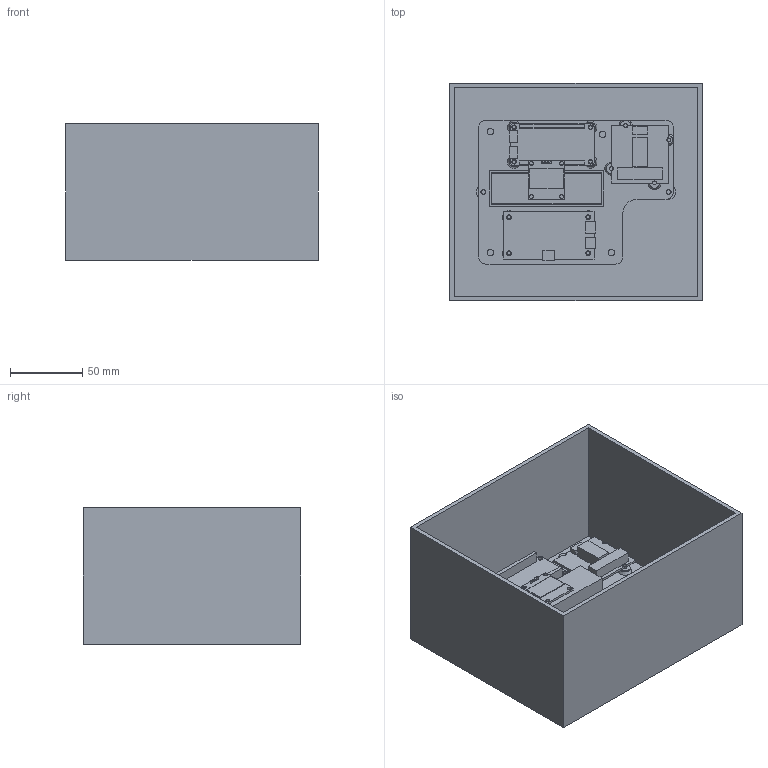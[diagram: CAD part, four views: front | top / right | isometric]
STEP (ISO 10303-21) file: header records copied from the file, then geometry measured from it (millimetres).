
FILE_DESCRIPTION(/* description */ (''),/* implementation_level */ '2;1');
FILE_NAME(/* name */ 'Passagen Schaltung Halter v6.step',/* time_stamp */ '2021-08-26T19:56:19+02:00',/* author */ (''),/* organization */ (''),/* preprocessor_version */ 'ST-DEVELOPER v18.1',/* originating_system */ 'Autodesk Translation Framework v10.9.0.1377',/* authorisation */ '');
FILE_SCHEMA (('AUTOMOTIVE_DESIGN { 1 0 10303 214 3 1 1 }'));
Length unit declared in the file: millimetre
Products named in the file (8): Passagen Schaltung Halter; Gehäuse; firebeetle; OLED Display; Solar Manager 5v; Relais; 18650 Holder; Halterung
Assembly tree (7 placements, depth 2):
  Passagen Schaltung Halter
    Gehäuse
    firebeetle
    OLED Display
    Solar Manager 5v
    Relais
    18650 Holder
    Halterung
Bounding box: 175 x 151 x 95 mm (x, y, z)
Volume: 348926.1 mm3; surface area: 228931.3 mm2
Topology: 7 solids, 7 shells, 235 faces, 561 edges, 370 vertices
Faces by surface type: plane 158, cylinder 65, cone 12
Full cylindrical faces by diameter (mm): 1.5 x4, 2.529 x13, 2.8 x4, 3 x2, 3.1 x4, 3.2 x4, 3.5 x2, 4.5 x4, 5.5 x1, 7 x11, 10 x2
Entity records: 7148 total; most frequent: DIRECTION 1201, CARTESIAN_POINT 1187, ORIENTED_EDGE 1122, EDGE_CURVE 561, LINE 415, VECTOR 415, AXIS2_PLACEMENT_3D 393, VERTEX_POINT 370
